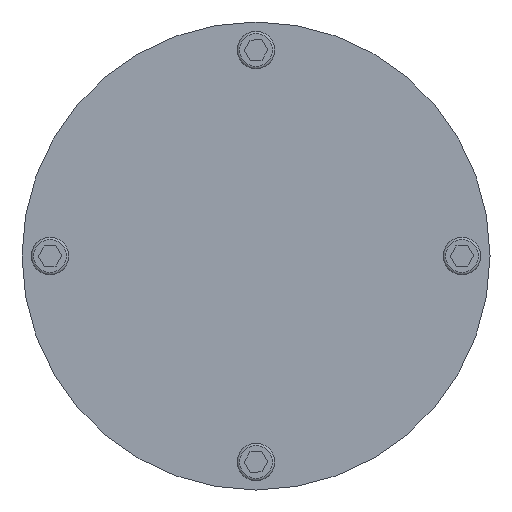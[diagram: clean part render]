
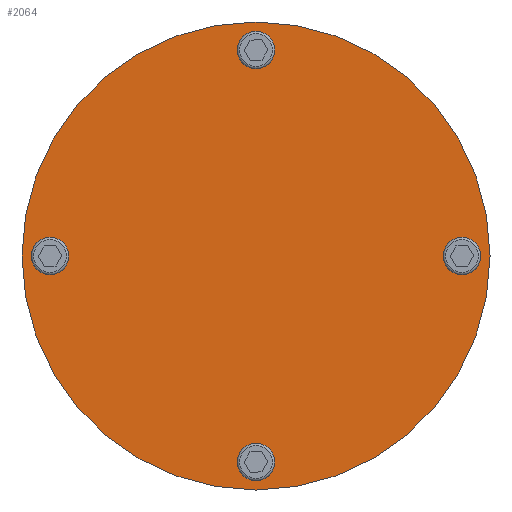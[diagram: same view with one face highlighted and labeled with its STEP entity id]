
A CAD part, front view. The second image highlights one B-rep face of the part: STEP entity #2064.
In plain terms, the highlighted planar face has unit normal (0, -1, 0).
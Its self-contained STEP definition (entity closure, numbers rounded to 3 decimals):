
#109=FACE_BOUND('',#411,.T.);
#110=FACE_BOUND('',#412,.T.);
#111=FACE_BOUND('',#413,.T.);
#112=FACE_BOUND('',#414,.T.);
#143=PLANE('',#2347);
#273=FACE_OUTER_BOUND('',#410,.T.);
#410=EDGE_LOOP('',(#1558,#1559));
#411=EDGE_LOOP('',(#1560,#1561));
#412=EDGE_LOOP('',(#1562,#1563));
#413=EDGE_LOOP('',(#1564,#1565));
#414=EDGE_LOOP('',(#1566,#1567));
#880=CIRCLE('',#2312,4.);
#881=CIRCLE('',#2313,4.);
#887=CIRCLE('',#2322,4.);
#888=CIRCLE('',#2323,4.);
#894=CIRCLE('',#2332,4.);
#895=CIRCLE('',#2333,4.);
#901=CIRCLE('',#2342,4.);
#902=CIRCLE('',#2343,4.);
#905=CIRCLE('',#2348,50.);
#906=CIRCLE('',#2349,50.);
#996=VERTEX_POINT('',#3347);
#997=VERTEX_POINT('',#3348);
#1003=VERTEX_POINT('',#3366);
#1004=VERTEX_POINT('',#3367);
#1010=VERTEX_POINT('',#3385);
#1011=VERTEX_POINT('',#3386);
#1017=VERTEX_POINT('',#3404);
#1018=VERTEX_POINT('',#3405);
#1021=VERTEX_POINT('',#3416);
#1022=VERTEX_POINT('',#3417);
#1199=EDGE_CURVE('',#996,#997,#880,.T.);
#1200=EDGE_CURVE('',#997,#996,#881,.T.);
#1208=EDGE_CURVE('',#1003,#1004,#887,.T.);
#1209=EDGE_CURVE('',#1004,#1003,#888,.T.);
#1217=EDGE_CURVE('',#1010,#1011,#894,.T.);
#1218=EDGE_CURVE('',#1011,#1010,#895,.T.);
#1226=EDGE_CURVE('',#1017,#1018,#901,.T.);
#1227=EDGE_CURVE('',#1018,#1017,#902,.T.);
#1232=EDGE_CURVE('',#1021,#1022,#905,.T.);
#1233=EDGE_CURVE('',#1022,#1021,#906,.T.);
#1558=ORIENTED_EDGE('',*,*,#1232,.T.);
#1559=ORIENTED_EDGE('',*,*,#1233,.T.);
#1560=ORIENTED_EDGE('',*,*,#1199,.T.);
#1561=ORIENTED_EDGE('',*,*,#1200,.T.);
#1562=ORIENTED_EDGE('',*,*,#1208,.T.);
#1563=ORIENTED_EDGE('',*,*,#1209,.T.);
#1564=ORIENTED_EDGE('',*,*,#1217,.T.);
#1565=ORIENTED_EDGE('',*,*,#1218,.T.);
#1566=ORIENTED_EDGE('',*,*,#1226,.T.);
#1567=ORIENTED_EDGE('',*,*,#1227,.T.);
#2064=ADVANCED_FACE('',(#273,#109,#110,#111,#112),#143,.T.);
#2312=AXIS2_PLACEMENT_3D('',#3349,#2624,#2625);
#2313=AXIS2_PLACEMENT_3D('',#3350,#2626,#2627);
#2322=AXIS2_PLACEMENT_3D('',#3368,#2646,#2647);
#2323=AXIS2_PLACEMENT_3D('',#3369,#2648,#2649);
#2332=AXIS2_PLACEMENT_3D('',#3387,#2668,#2669);
#2333=AXIS2_PLACEMENT_3D('',#3388,#2670,#2671);
#2342=AXIS2_PLACEMENT_3D('',#3406,#2690,#2691);
#2343=AXIS2_PLACEMENT_3D('',#3407,#2692,#2693);
#2347=AXIS2_PLACEMENT_3D('',#3415,#2702,#2703);
#2348=AXIS2_PLACEMENT_3D('',#3418,#2704,#2705);
#2349=AXIS2_PLACEMENT_3D('',#3419,#2706,#2707);
#2624=DIRECTION('center_axis',(0.,1.,0.));
#2625=DIRECTION('ref_axis',(0.,0.,-1.));
#2626=DIRECTION('center_axis',(0.,1.,0.));
#2627=DIRECTION('ref_axis',(0.,0.,-1.));
#2646=DIRECTION('center_axis',(0.,1.,0.));
#2647=DIRECTION('ref_axis',(0.,0.,-1.));
#2648=DIRECTION('center_axis',(0.,1.,0.));
#2649=DIRECTION('ref_axis',(0.,0.,-1.));
#2668=DIRECTION('center_axis',(0.,1.,0.));
#2669=DIRECTION('ref_axis',(0.,0.,-1.));
#2670=DIRECTION('center_axis',(0.,1.,0.));
#2671=DIRECTION('ref_axis',(0.,0.,-1.));
#2690=DIRECTION('center_axis',(0.,1.,0.));
#2691=DIRECTION('ref_axis',(0.,0.,-1.));
#2692=DIRECTION('center_axis',(0.,1.,0.));
#2693=DIRECTION('ref_axis',(0.,0.,-1.));
#2702=DIRECTION('center_axis',(0.,-1.,0.));
#2703=DIRECTION('ref_axis',(0.,0.,-1.));
#2704=DIRECTION('center_axis',(0.,-1.,0.));
#2705=DIRECTION('ref_axis',(1.,0.,0.));
#2706=DIRECTION('center_axis',(0.,-1.,0.));
#2707=DIRECTION('ref_axis',(1.,0.,0.));
#3347=CARTESIAN_POINT('',(0.,-13.,-48.));
#3348=CARTESIAN_POINT('',(0.,-13.,-40.));
#3349=CARTESIAN_POINT('Origin',(0.,-13.,
-44.));
#3350=CARTESIAN_POINT('Origin',(0.,-13.,
-44.));
#3366=CARTESIAN_POINT('',(0.,-13.,40.));
#3367=CARTESIAN_POINT('',(0.,-13.,48.));
#3368=CARTESIAN_POINT('Origin',(0.,-13.,
44.));
#3369=CARTESIAN_POINT('Origin',(0.,-13.,
44.));
#3385=CARTESIAN_POINT('',(-44.,-13.,-4.));
#3386=CARTESIAN_POINT('',(-44.,-13.,4.));
#3387=CARTESIAN_POINT('Origin',(-44.,-13.,0.));
#3388=CARTESIAN_POINT('Origin',(-44.,-13.,0.));
#3404=CARTESIAN_POINT('',(44.,-13.,-4.));
#3405=CARTESIAN_POINT('',(44.,-13.,4.));
#3406=CARTESIAN_POINT('Origin',(44.,-13.,0.));
#3407=CARTESIAN_POINT('Origin',(44.,-13.,0.));
#3415=CARTESIAN_POINT('Origin',(0.,-13.,0.));
#3416=CARTESIAN_POINT('',(50.,-13.,0.));
#3417=CARTESIAN_POINT('',(-50.,-13.,0.));
#3418=CARTESIAN_POINT('Origin',(0.,-13.,0.));
#3419=CARTESIAN_POINT('Origin',(0.,-13.,0.));
